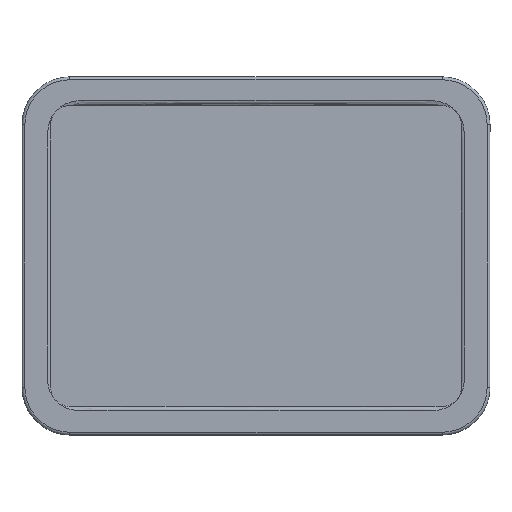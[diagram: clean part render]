
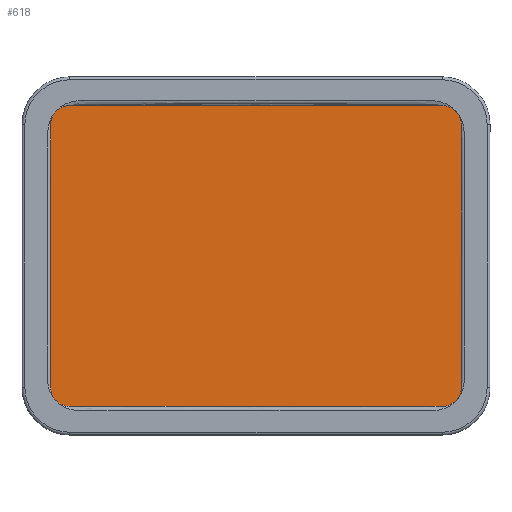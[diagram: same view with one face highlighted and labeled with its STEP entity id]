
A CAD part, top view. The second image highlights one B-rep face of the part: STEP entity #618.
In plain terms, the highlighted planar face has unit normal (0, 0, 1).
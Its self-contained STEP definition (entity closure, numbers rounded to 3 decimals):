
#223=PLANE('',#1915);
#318=FACE_OUTER_BOUND('',#786,.T.);
#618=ADVANCED_FACE('',(#318),#223,.T.);
#786=EDGE_LOOP('',(#1244));
#1244=ORIENTED_EDGE('',*,*,#1649,.T.);
#1415=VERTEX_POINT('',#19099);
#1649=EDGE_CURVE('',#1415,#1415,#1753,.T.);
#1753=B_SPLINE_CURVE_WITH_KNOTS('',3,(#19007,#19008,#19009,#19010,#19011,
#19012,#19013,#19014,#19015,#19016,#19017,#19018,#19019,#19020,#19021,#19022,
#19023,#19024,#19025,#19026,#19027,#19028,#19029,#19030,#19031,#19032,#19033,
#19034,#19035,#19036,#19037,#19038,#19039,#19040,#19041,#19042,#19043,#19044,
#19045,#19046,#19047,#19048,#19049,#19050,#19051,#19052,#19053,#19054,#19055,
#19056,#19057,#19058,#19059,#19060,#19061,#19062,#19063,#19064,#19065,#19066,
#19067,#19068,#19069,#19070,#19071,#19072,#19073,#19074,#19075,#19076,#19077,
#19078,#19079,#19080,#19081,#19082,#19083,#19084,#19085,#19086,#19087,#19088,
#19089,#19090,#19091,#19092,#19093,#19094,#19095,#19096,#19097,#19098),
 .UNSPECIFIED.,.T.,.F.,(1,1,2,1,1,1,1,1,1,1,1,1,1,1,1,1,1,1,1,1,1,1,1,1,
1,1,1,1,1,1,1,1,1,1,1,1,1,1,1,1,1,1,1,1,1,1,1,1,1,1,1,1,1,1,1,1,1,1,1,1,
1,1,1,1,1,1,1,1,1,1,1,1,1,1,1,1,1,1,1,1,1,1,1,1,1,1,1,1,1,1,1,2,1,1),(-0.031,
-0.016,0.,0.008,0.031,0.063,0.094,0.109,0.113,0.117,
0.118,0.119,0.121,0.125,0.129,0.133,0.137,
0.138,0.139,0.141,0.156,0.188,0.25,0.281,0.313,0.375,
0.383,0.387,0.389,0.39,0.391,0.395,0.398,
0.402,0.406,0.408,0.409,0.41,0.41,0.412,
0.414,0.422,0.438,0.469,0.5,0.531,0.563,0.578,0.593,
0.594,0.595,0.596,0.597,0.598,0.6,0.602,
0.605,0.609,0.613,0.617,0.619,0.62,0.621,
0.625,0.656,0.688,0.719,0.75,0.781,0.813,0.875,0.891,0.906,
0.907,0.907,0.908,0.91,0.914,0.918,
0.922,0.926,0.928,0.93,0.931,0.932,0.934,
0.936,0.938,0.938,0.969,0.984,1.,1.008,1.031),
 .UNSPECIFIED.);
#1915=AXIS2_PLACEMENT_3D('',#19100,#2278,#2279);
#2278=DIRECTION('',(0.,0.,1.));
#2279=DIRECTION('',(0.995,-0.098,0.));
#19007=CARTESIAN_POINT('',(30.,237.111,190.));
#19008=CARTESIAN_POINT('',(30.,226.,190.));
#19009=CARTESIAN_POINT('',(30.,210.007,190.));
#19010=CARTESIAN_POINT('',(30.,178.072,190.));
#19011=CARTESIAN_POINT('',(30.,134.248,190.));
#19012=CARTESIAN_POINT('',(29.999,94.448,190.));
#19013=CARTESIAN_POINT('',(30.002,68.574,190.));
#19014=CARTESIAN_POINT('',(29.998,56.629,190.));
#19015=CARTESIAN_POINT('',(30.004,52.149,190.));
#19016=CARTESIAN_POINT('',(29.997,49.162,190.));
#19017=CARTESIAN_POINT('',(30.158,47.175,190.));
#19018=CARTESIAN_POINT('',(30.821,43.744,190.));
#19019=CARTESIAN_POINT('',(32.852,39.137,190.));
#19020=CARTESIAN_POINT('',(36.809,34.57,190.));
#19021=CARTESIAN_POINT('',(41.938,31.369,190.));
#19022=CARTESIAN_POINT('',(46.32,30.21,190.));
#19023=CARTESIAN_POINT('',(49.305,29.992,190.));
#19024=CARTESIAN_POINT('',(51.298,30.004,190.));
#19025=CARTESIAN_POINT('',(60.767,29.994,190.));
#19026=CARTESIAN_POINT('',(85.701,30.006,190.));
#19027=CARTESIAN_POINT('',(141.664,29.996,190.));
#19028=CARTESIAN_POINT('',(205.991,30.001,190.));
#19029=CARTESIAN_POINT('',(270.953,30.,190.));
#19030=CARTESIAN_POINT('',(336.258,30.,190.));
#19031=CARTESIAN_POINT('',(389.415,30.001,190.));
#19032=CARTESIAN_POINT('',(428.001,30.,190.));
#19033=CARTESIAN_POINT('',(435.1,29.997,190.));
#19034=CARTESIAN_POINT('',(438.646,30.003,190.));
#19035=CARTESIAN_POINT('',(440.673,29.992,190.));
#19036=CARTESIAN_POINT('',(443.706,30.21,190.));
#19037=CARTESIAN_POINT('',(448.157,31.401,190.));
#19038=CARTESIAN_POINT('',(453.34,34.687,190.));
#19039=CARTESIAN_POINT('',(457.301,39.365,190.));
#19040=CARTESIAN_POINT('',(459.284,44.071,190.));
#19041=CARTESIAN_POINT('',(459.897,47.544,190.));
#19042=CARTESIAN_POINT('',(459.996,49.319,190.));
#19043=CARTESIAN_POINT('',(460.004,50.326,190.));
#19044=CARTESIAN_POINT('',(459.999,51.833,190.));
#19045=CARTESIAN_POINT('',(460.001,54.094,190.));
#19046=CARTESIAN_POINT('',(460.,60.133,190.));
#19047=CARTESIAN_POINT('',(460.,73.185,190.));
#19048=CARTESIAN_POINT('',(460.,101.188,190.));
#19049=CARTESIAN_POINT('',(460.,140.784,190.));
#19050=CARTESIAN_POINT('',(460.,187.472,190.));
#19051=CARTESIAN_POINT('',(460.,233.16,190.));
#19052=CARTESIAN_POINT('',(460.,270.263,190.));
#19053=CARTESIAN_POINT('',(460.,299.242,190.));
#19054=CARTESIAN_POINT('',(460.,313.705,190.));
#19055=CARTESIAN_POINT('',(460.,321.355,190.));
#19056=CARTESIAN_POINT('',(459.998,322.479,190.));
#19057=CARTESIAN_POINT('',(459.998,323.828,190.));
#19058=CARTESIAN_POINT('',(460.007,325.177,190.));
#19059=CARTESIAN_POINT('',(459.943,326.972,190.));
#19060=CARTESIAN_POINT('',(459.616,329.197,190.));
#19061=CARTESIAN_POINT('',(458.63,332.654,190.));
#19062=CARTESIAN_POINT('',(456.545,336.66,190.));
#19063=CARTESIAN_POINT('',(452.866,340.624,190.));
#19064=CARTESIAN_POINT('',(448.278,343.469,190.));
#19065=CARTESIAN_POINT('',(443.973,344.744,190.));
#19066=CARTESIAN_POINT('',(440.867,345.012,190.));
#19067=CARTESIAN_POINT('',(439.09,344.999,190.));
#19068=CARTESIAN_POINT('',(436.426,344.999,190.));
#19069=CARTESIAN_POINT('',(420.018,345.002,190.));
#19070=CARTESIAN_POINT('',(390.083,345.002,190.));
#19071=CARTESIAN_POINT('',(348.18,344.999,190.));
#19072=CARTESIAN_POINT('',(306.437,344.999,190.));
#19073=CARTESIAN_POINT('',(264.648,345.,190.));
#19074=CARTESIAN_POINT('',(222.605,345.,190.));
#19075=CARTESIAN_POINT('',(166.123,345.,190.));
#19076=CARTESIAN_POINT('',(116.302,344.998,190.));
#19077=CARTESIAN_POINT('',(73.473,345.001,190.));
#19078=CARTESIAN_POINT('',(58.962,344.998,190.));
#19079=CARTESIAN_POINT('',(51.371,345.,190.));
#19080=CARTESIAN_POINT('',(50.478,345.002,190.));
#19081=CARTESIAN_POINT('',(48.914,345.006,190.));
#19082=CARTESIAN_POINT('',(45.796,344.696,190.));
#19083=CARTESIAN_POINT('',(41.491,343.366,190.));
#19084=CARTESIAN_POINT('',(36.932,340.457,190.));
#19085=CARTESIAN_POINT('',(33.306,336.445,190.));
#19086=CARTESIAN_POINT('',(31.277,332.42,190.));
#19087=CARTESIAN_POINT('',(30.337,328.965,190.));
#19088=CARTESIAN_POINT('',(30.039,326.746,190.));
#19089=CARTESIAN_POINT('',(29.99,324.961,190.));
#19090=CARTESIAN_POINT('',(30.006,323.173,190.));
#19091=CARTESIAN_POINT('',(29.999,320.941,190.));
#19092=CARTESIAN_POINT('',(29.999,318.261,190.));
#19093=CARTESIAN_POINT('',(30.,316.028,190.));
#19094=CARTESIAN_POINT('',(30.,300.846,190.));
#19095=CARTESIAN_POINT('',(30.,279.421,190.));
#19096=CARTESIAN_POINT('',(30.,251.348,190.));
#19097=CARTESIAN_POINT('',(30.,237.111,190.));
#19098=CARTESIAN_POINT('',(30.,226.,190.));
#19099=CARTESIAN_POINT('',(30.,229.704,190.));
#19100=CARTESIAN_POINT('',(245.,187.499,190.));
